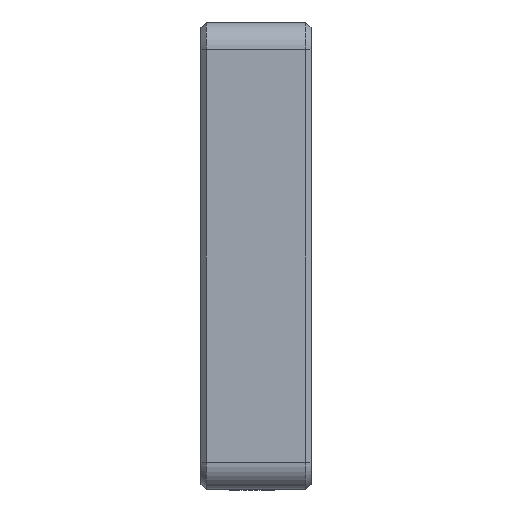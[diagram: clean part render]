
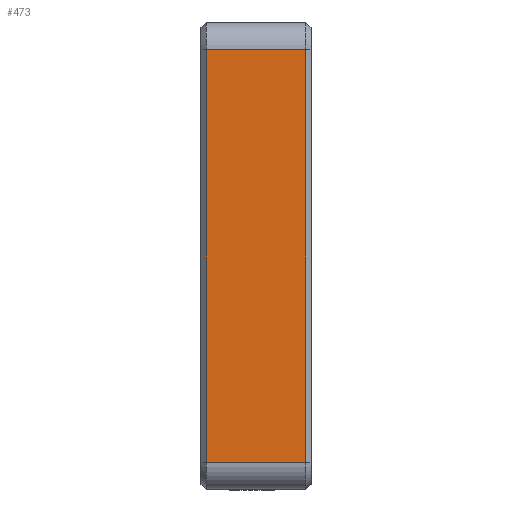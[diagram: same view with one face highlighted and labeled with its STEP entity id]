
A CAD part, left-side view. The second image highlights one B-rep face of the part: STEP entity #473.
In plain terms, the highlighted planar face has unit normal (-1, 0, 0).
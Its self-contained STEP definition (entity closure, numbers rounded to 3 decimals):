
#64 = LINE ( 'NONE', #479, #2054 ) ;
#323 = VERTEX_POINT ( 'NONE', #1503 ) ;
#388 = VERTEX_POINT ( 'NONE', #1760 ) ;
#390 = CARTESIAN_POINT ( 'NONE',  ( -130., 1., 37.5 ) ) ;
#473 = ADVANCED_FACE ( 'NONE', ( #2619 ), #2216, .F. ) ;
#479 = CARTESIAN_POINT ( 'NONE',  ( -130., 20., 37.5 ) ) ;
#511 = VECTOR ( 'NONE', #1546, 1000. ) ;
#524 = DIRECTION ( 'NONE',  ( 0., 0., -1. ) ) ;
#646 = VECTOR ( 'NONE', #1978, 1000. ) ;
#658 = VERTEX_POINT ( 'NONE', #390 ) ;
#712 = LINE ( 'NONE', #2606, #511 ) ;
#754 = DIRECTION ( 'NONE',  ( 1., 0., 0. ) ) ;
#852 = LINE ( 'NONE', #2557, #1434 ) ;
#1007 = EDGE_CURVE ( 'NONE', #323, #388, #712, .T. ) ;
#1131 = CARTESIAN_POINT ( 'NONE',  ( -130., 20., 42.5 ) ) ;
#1224 = VERTEX_POINT ( 'NONE', #2056 ) ;
#1415 = ORIENTED_EDGE ( 'NONE', *, *, #2672, .T. ) ;
#1434 = VECTOR ( 'NONE', #2113, 1000. ) ;
#1503 = CARTESIAN_POINT ( 'NONE',  ( -130., 19., -37.5 ) ) ;
#1546 = DIRECTION ( 'NONE',  ( 0., -1., 0. ) ) ;
#1577 = ORIENTED_EDGE ( 'NONE', *, *, #2447, .T. ) ;
#1636 = ORIENTED_EDGE ( 'NONE', *, *, #1007, .T. ) ;
#1760 = CARTESIAN_POINT ( 'NONE',  ( -130., 1., -37.5 ) ) ;
#1832 = EDGE_LOOP ( 'NONE', ( #1636, #2037, #1577, #1415 ) ) ;
#1978 = DIRECTION ( 'NONE',  ( 0., 0., -1. ) ) ;
#1985 = DIRECTION ( 'NONE',  ( 0., 1., 0. ) ) ;
#2037 = ORIENTED_EDGE ( 'NONE', *, *, #2133, .T. ) ;
#2054 = VECTOR ( 'NONE', #1985, 1000. ) ;
#2056 = CARTESIAN_POINT ( 'NONE',  ( -130., 19., 37.5 ) ) ;
#2113 = DIRECTION ( 'NONE',  ( 0., 0., 1. ) ) ;
#2133 = EDGE_CURVE ( 'NONE', #388, #658, #852, .T. ) ;
#2146 = CARTESIAN_POINT ( 'NONE',  ( -130., 19., -37.5 ) ) ;
#2216 = PLANE ( 'NONE',  #2456 ) ;
#2447 = EDGE_CURVE ( 'NONE', #658, #1224, #64, .T. ) ;
#2456 = AXIS2_PLACEMENT_3D ( 'NONE', #1131, #754, #524 ) ;
#2557 = CARTESIAN_POINT ( 'NONE',  ( -130., 1., 42.5 ) ) ;
#2606 = CARTESIAN_POINT ( 'NONE',  ( -130., 20., -37.5 ) ) ;
#2619 = FACE_OUTER_BOUND ( 'NONE', #1832, .T. ) ;
#2627 = LINE ( 'NONE', #2146, #646 ) ;
#2672 = EDGE_CURVE ( 'NONE', #1224, #323, #2627, .T. ) ;
